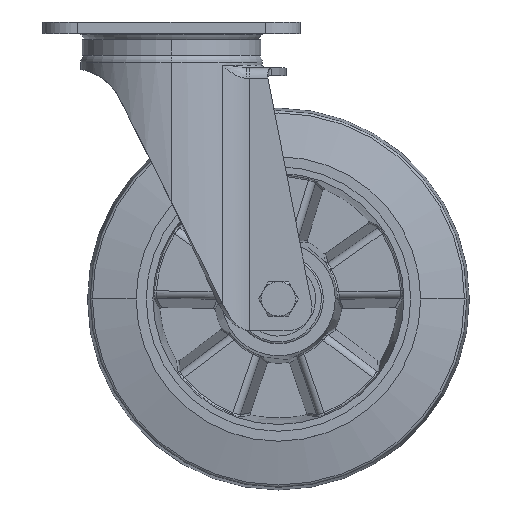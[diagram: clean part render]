
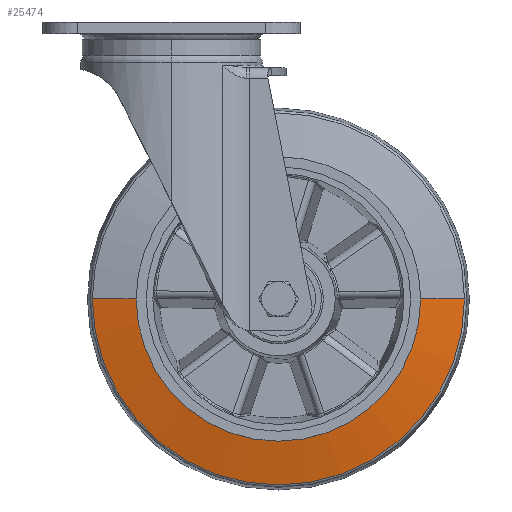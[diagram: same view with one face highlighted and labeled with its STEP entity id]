
A CAD part, top view. The second image highlights one B-rep face of the part: STEP entity #25474.
In plain terms, the highlighted conical face has half-angle 77.093 degrees and reference radius 98.5 mm.
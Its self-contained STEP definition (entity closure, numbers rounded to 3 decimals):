
#312 = DIRECTION ( 'NONE',  ( 1., 0., 0. ) ) ;
#617 = CARTESIAN_POINT ( 'NONE',  ( 56., -145., 22. ) ) ;
#2464 = VERTEX_POINT ( 'NONE', #15425 ) ;
#3163 = DIRECTION ( 'NONE',  ( 1., 0., 0. ) ) ;
#3647 = CIRCLE ( 'NONE', #21770, 97.44 ) ;
#4234 = CIRCLE ( 'NONE', #32349, 74.5 ) ;
#5514 = AXIS2_PLACEMENT_3D ( 'NONE', #10984, #18537, #28839 ) ;
#6575 = EDGE_CURVE ( 'NONE', #18553, #11932, #4234, .T. ) ;
#7354 = LINE ( 'NONE', #9628, #20110 ) ;
#7694 = EDGE_CURVE ( 'NONE', #11932, #27918, #7354, .T. ) ;
#8875 = ORIENTED_EDGE ( 'NONE', *, *, #27359, .T. ) ;
#9628 = CARTESIAN_POINT ( 'NONE',  ( 154.5, -145., 16.5 ) ) ;
#10984 = CARTESIAN_POINT ( 'NONE',  ( 56., -145., 16.5 ) ) ;
#11932 = VERTEX_POINT ( 'NONE', #29617 ) ;
#12167 = DIRECTION ( 'NONE',  ( 0.975, 0., -0.223 ) ) ;
#13056 = ORIENTED_EDGE ( 'NONE', *, *, #6575, .F. ) ;
#15307 = CARTESIAN_POINT ( 'NONE',  ( -42.5, -145., 16.5 ) ) ;
#15425 = CARTESIAN_POINT ( 'NONE',  ( -41.44, -145., 16.743 ) ) ;
#15553 = DIRECTION ( 'NONE',  ( 0., 0., 1. ) ) ;
#16258 = VECTOR ( 'NONE', #30620, 1000. ) ;
#17119 = FACE_OUTER_BOUND ( 'NONE', #18750, .T. ) ;
#18429 = DIRECTION ( 'NONE',  ( 0., 0., 1. ) ) ;
#18537 = DIRECTION ( 'NONE',  ( 0., 0., -1. ) ) ;
#18553 = VERTEX_POINT ( 'NONE', #27577 ) ;
#18750 = EDGE_LOOP ( 'NONE', ( #27454, #13056, #8875, #31785 ) ) ;
#20110 = VECTOR ( 'NONE', #12167, 1000. ) ;
#21770 = AXIS2_PLACEMENT_3D ( 'NONE', #30878, #15553, #312 ) ;
#23096 = LINE ( 'NONE', #15307, #16258 ) ;
#23819 = CARTESIAN_POINT ( 'NONE',  ( 153.44, -145., 16.743 ) ) ;
#24993 = EDGE_CURVE ( 'NONE', #2464, #27918, #3647, .T. ) ;
#25474 = ADVANCED_FACE ( 'NONE', ( #17119 ), #27512, .T. ) ;
#27359 = EDGE_CURVE ( 'NONE', #18553, #2464, #23096, .T. ) ;
#27454 = ORIENTED_EDGE ( 'NONE', *, *, #7694, .F. ) ;
#27512 = CONICAL_SURFACE ( 'NONE', #5514, 98.5, 1.346 ) ;
#27577 = CARTESIAN_POINT ( 'NONE',  ( -18.5, -145., 22. ) ) ;
#27918 = VERTEX_POINT ( 'NONE', #23819 ) ;
#28839 = DIRECTION ( 'NONE',  ( -1., 0., 0. ) ) ;
#29617 = CARTESIAN_POINT ( 'NONE',  ( 130.5, -145., 22. ) ) ;
#30620 = DIRECTION ( 'NONE',  ( -0.975, 0., -0.223 ) ) ;
#30878 = CARTESIAN_POINT ( 'NONE',  ( 56., -145., 16.743 ) ) ;
#31785 = ORIENTED_EDGE ( 'NONE', *, *, #24993, .T. ) ;
#32349 = AXIS2_PLACEMENT_3D ( 'NONE', #617, #18429, #3163 ) ;
